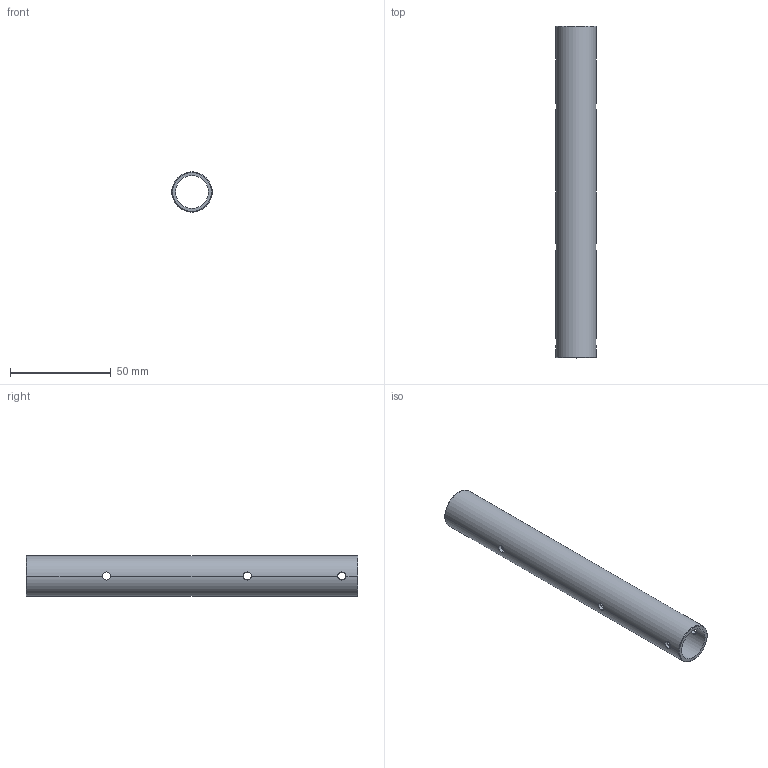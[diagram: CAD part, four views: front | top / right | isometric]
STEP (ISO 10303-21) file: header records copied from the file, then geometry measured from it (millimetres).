
FILE_DESCRIPTION((''),'2;1');
FILE_NAME('OBMP-BTP-1633','2023-10-11T21:01:30',('ccha425'),('Department of Mechanical Engineering, The University of Auckland'),'CREO PARAMETRIC BY PTC INC, 2017260','CREO PARAMETRIC BY PTC INC, 2017260','');
FILE_SCHEMA(('CONFIG_CONTROL_DESIGN'));
Length unit declared in the file: millimetre
Products named in the file (1): OBMP-BTP-1633
Bounding box: 20 x 165 x 20 mm (x, y, z)
Volume: 16839.4 mm3; surface area: 19037.6 mm2
Topology: 1 solids, 1 shells, 22 faces, 92 edges, 60 vertices
Faces by surface type: cylinder 16, cone 4, plane 2
Entity records: 1236 total; most frequent: CARTESIAN_POINT 504, ORIENTED_EDGE 184, DIRECTION 100, EDGE_CURVE 92, VERTEX_POINT 60, B_SPLINE_CURVE_WITH_KNOTS 48, AXIS2_PLACEMENT_3D 34, VECTOR 32
